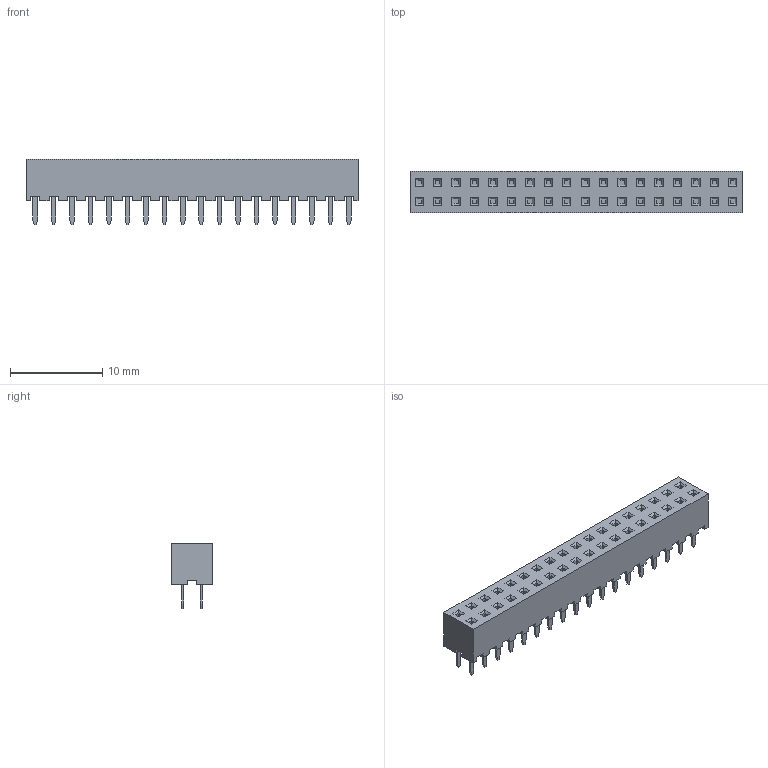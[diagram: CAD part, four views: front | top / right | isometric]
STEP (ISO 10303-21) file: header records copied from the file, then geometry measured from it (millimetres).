
FILE_DESCRIPTION (( 'STEP AP214' ), '1' );
FILE_NAME ('HDR2.0 2x18 H4.3.STEP', '2022-08-22T00:59:06', ( '' ), ( '' ), 'SwSTEP 2.0', 'SolidWorks 2021', '' );
FILE_SCHEMA (( 'AUTOMOTIVE_DESIGN' ));
Length unit declared in the file: millimetre
Products named in the file (1): HDR2.0 2x18 H4.3
Bounding box: 36 x 4.5 x 7.1 mm (x, y, z)
Volume: 656.8 mm3; surface area: 1145.4 mm2
Topology: 1 solids, 1 shells, 730 faces, 1824 edges, 1168 vertices
Faces by surface type: plane 730
Entity records: 23902 total; most frequent: CARTESIAN_POINT 3723, ORIENTED_EDGE 3648, DIRECTION 3286, EDGE_CURVE 1824, VECTOR 1824, LINE 1824, VERTEX_POINT 1168, EDGE_LOOP 802
